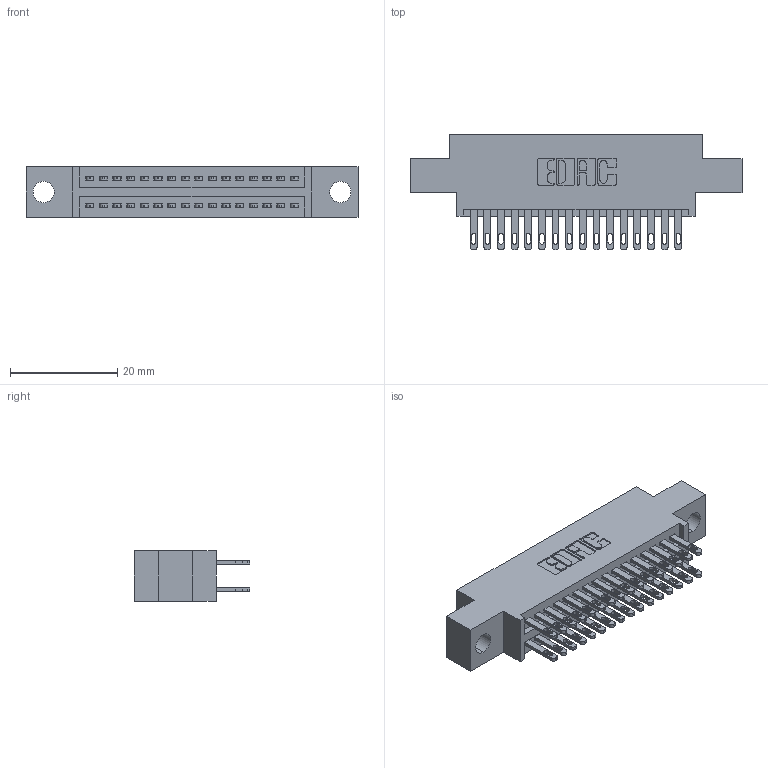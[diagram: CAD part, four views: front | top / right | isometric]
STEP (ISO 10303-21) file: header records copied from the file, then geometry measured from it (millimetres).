
FILE_DESCRIPTION (( 'STEP AP203' ), '1' );
FILE_NAME ('895-032-500-804.STEP', '2020-09-25T19:41:16', ( '' ), ( '' ), 'SwSTEP 2.0', 'SolidWorks 2020', '' );
FILE_SCHEMA (( 'CONFIG_CONTROL_DESIGN' ));
Length unit declared in the file: inch
Products named in the file (3): 345-292-001_345-293-100; 895-032-500-804; 845 Part_0.170 Offset - 0.156 Dia-TH
Assembly tree (33 placements, depth 2):
  895-032-500-804
    845 Part_0.170 Offset - 0.156 Dia-TH
    345-292-001_345-293-100  x32
Bounding box: 61.85 x 21.51 x 9.4 mm (x, y, z)
Volume: 5663.3 mm3; surface area: 8152.7 mm2
Topology: 33 solids, 33 shells, 1602 faces, 4865 edges, 3242 vertices
Faces by surface type: plane 948, cylinder 654
Entity records: 16119 total; most frequent: CARTESIAN_POINT 2728, ORIENTED_EDGE 2662, DIRECTION 2439, EDGE_CURVE 1331, LINE 1131, VECTOR 1131, VERTEX_POINT 886, AXIS2_PLACEMENT_3D 654
